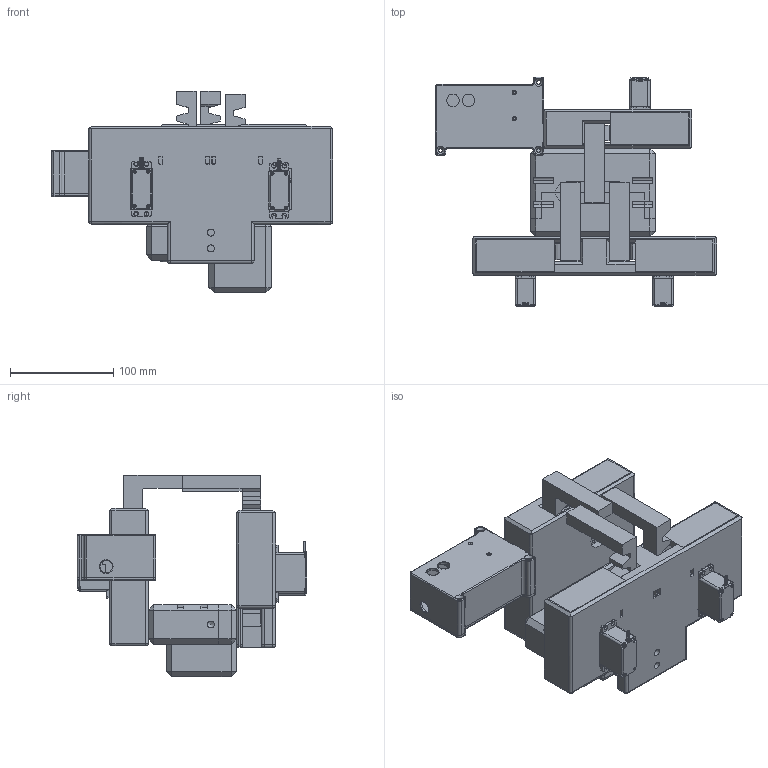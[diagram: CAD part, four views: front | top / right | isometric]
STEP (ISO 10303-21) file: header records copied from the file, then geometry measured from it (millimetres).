
FILE_DESCRIPTION(/* description */ ('STEP AP242','CAx-IF Rec.Pracs.---Representation and Presentation of Product Manufacturing Information (PMI)---4.0---2014-10-13','CAx-IF Rec.Pracs.---3D Tessellated Geometry---0.4---2014-09-14','2;1'),/* implementation_level */ '2;1');
FILE_NAME(/* name */ '64542d979b57b24882e86de7',/* time_stamp */ '2023-05-04T22:11:37Z',/* author */ (''),/* organization */ (''),/* preprocessor_version */ 'ST-DEVELOPER v19.4',/* originating_system */ ' ',/* authorisation */ ' ');
FILE_SCHEMA (('AP242_MANAGED_MODEL_BASED_3D_ENGINEERING_MIM_LF { 1 0 10303 442 1 1 4 }'));
Length unit declared in the file: metre
Products named in the file (13): Assembly; ST-001; ST-010; 39177_TXM-Continuous Rotation Servo without horn; ST-008; ST-005; 39020_TXM-Servo Mount Horn; ST-009; ST-004; ST-007; ST-002; ST-003; ST-006
Assembly tree (21 placements, depth 2):
  Assembly
    ST-001
    ST-010  x3
    39177_TXM-Continuous Rotation Servo without horn  x3
    ST-008  x2
    ST-005
    39020_TXM-Servo Mount Horn  x3
    ST-009
    ST-004
    ST-007  x3
    ST-002
    ST-003
    ST-006
Bounding box: 272.6 x 222.68 x 195.6 mm (x, y, z)
Volume: 1844949.7 mm3; surface area: 459493.8 mm2
Topology: 21 solids, 21 shells, 1767 faces, 4801 edges, 3105 vertices
Faces by surface type: plane 1219, cylinder 382, bspline 84, torus 48, sphere 25, cone 9
Full cylindrical faces by diameter (mm): 1.22 x3, 2.057 x2, 2.109 x3, 2.75 x12, 3.302 x4, 3.36 x12, 3.5 x15, 3.759 x12, 3.797 x6, 4.039 x6, 5.7 x3, 6.35 x3, 6.756 x7, 8.026 x7, 8.03 x1, 8.8 x3, 10 x3, 10.795 x1, 11.113 x1, 12.065 x3, 13.335 x3, 13.85 x3, 16.51 x3, 21.59 x3, 22.2 x3
Entity records: 32396 total; most frequent: CARTESIAN_POINT 5701, ORIENTED_EDGE 5238, DIRECTION 5189, EDGE_CURVE 2619, LINE 1961, VECTOR 1961, VERTEX_POINT 1734, AXIS2_PLACEMENT_3D 1614
